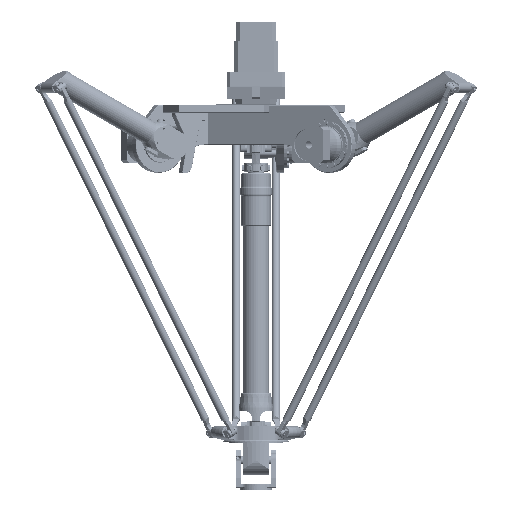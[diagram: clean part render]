
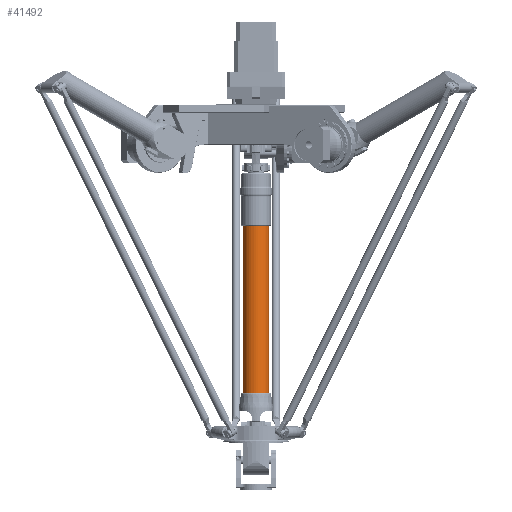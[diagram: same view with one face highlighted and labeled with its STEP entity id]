
A CAD part, left-side view. The second image highlights one B-rep face of the part: STEP entity #41492.
In plain terms, the highlighted cylindrical face has radius 33.5 mm (diameter 67 mm), a full revolution.
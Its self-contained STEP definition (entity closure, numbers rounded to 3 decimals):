
#1375=FACE_BOUND('',#10453,.T.);
#3986=CIRCLE('',#45589,33.5);
#4024=CIRCLE('',#45689,33.5);
#5105=CYLINDRICAL_SURFACE('',#45701,33.5);
#7216=FACE_OUTER_BOUND('',#10452,.T.);
#10452=EDGE_LOOP('',(#35422));
#10453=EDGE_LOOP('',(#35423));
#20543=VERTEX_POINT('',#75748);
#20633=VERTEX_POINT('',#76198);
#25551=EDGE_CURVE('',#20543,#20543,#3986,.T.);
#25683=EDGE_CURVE('',#20633,#20633,#4024,.T.);
#35422=ORIENTED_EDGE('',*,*,#25551,.F.);
#35423=ORIENTED_EDGE('',*,*,#25683,.T.);
#41492=ADVANCED_FACE('',(#7216,#1375),#5105,.T.);
#45589=AXIS2_PLACEMENT_3D('',#75749,#55754,#55755);
#45689=AXIS2_PLACEMENT_3D('',#76199,#56026,#56027);
#45701=AXIS2_PLACEMENT_3D('',#76215,#56050,#56051);
#55754=DIRECTION('center_axis',(0.,-1.,0.));
#55755=DIRECTION('ref_axis',(1.,0.,0.));
#56026=DIRECTION('center_axis',(0.,-1.,0.));
#56027=DIRECTION('ref_axis',(1.,0.,0.));
#56050=DIRECTION('center_axis',(0.,-1.,0.));
#56051=DIRECTION('ref_axis',(1.,0.,0.));
#75748=CARTESIAN_POINT('',(33.5,0.,0.));
#75749=CARTESIAN_POINT('Origin',(0.,0.,0.));
#76198=CARTESIAN_POINT('',(33.5,420.,0.));
#76199=CARTESIAN_POINT('Origin',(0.,420.,0.));
#76215=CARTESIAN_POINT('Origin',(0.,210.,0.));
